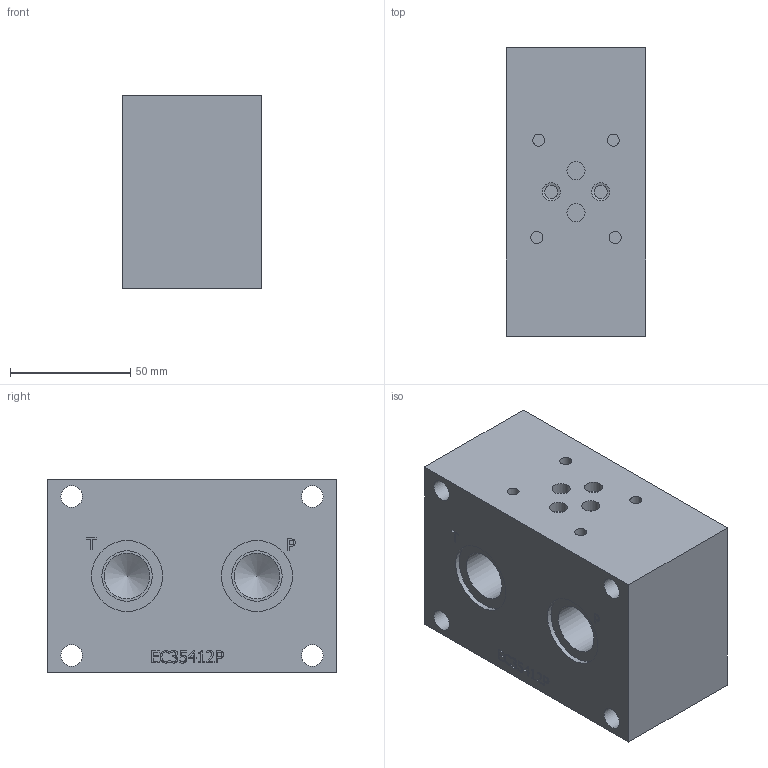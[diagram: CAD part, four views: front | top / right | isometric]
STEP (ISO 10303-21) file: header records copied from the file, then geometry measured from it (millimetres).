
FILE_DESCRIPTION(/* description */ (''),/* implementation_level */ '2;1');
FILE_NAME(/* name */ 'ec3-5412p.stp',/* time_stamp */ '2016-05-10T15:45:59+02:00',/* author */ ('Lemoine2'),/* organization */ (''),/* preprocessor_version */ 'ST-DEVELOPER v16.1',/* originating_system */ 'Autodesk Inventor 2016',/* authorisation */ '');
FILE_SCHEMA (('AUTOMOTIVE_DESIGN { 1 0 10303 214 3 1 1 }'));
Length unit declared in the file: millimetre
Products named in the file (1): ec3-5412p
Bounding box: 58 x 120 x 80 mm (x, y, z)
Volume: 504870.9 mm3; surface area: 56159.6 mm2
Topology: 1 solids, 1 shells, 278 faces, 734 edges, 498 vertices
Faces by surface type: plane 152, bspline 90, cylinder 30, cone 6
Full cylindrical faces by diameter (mm): 5 x8, 7.5 x4, 9 x4, 19 x4, 20.955 x6, 29.5 x2, 29.6 x2
Entity records: 8701 total; most frequent: CARTESIAN_POINT 2573, ORIENTED_EDGE 1324, DIRECTION 922, EDGE_CURVE 662, VERTEX_POINT 462, LINE 420, VECTOR 420, EDGE_LOOP 362
